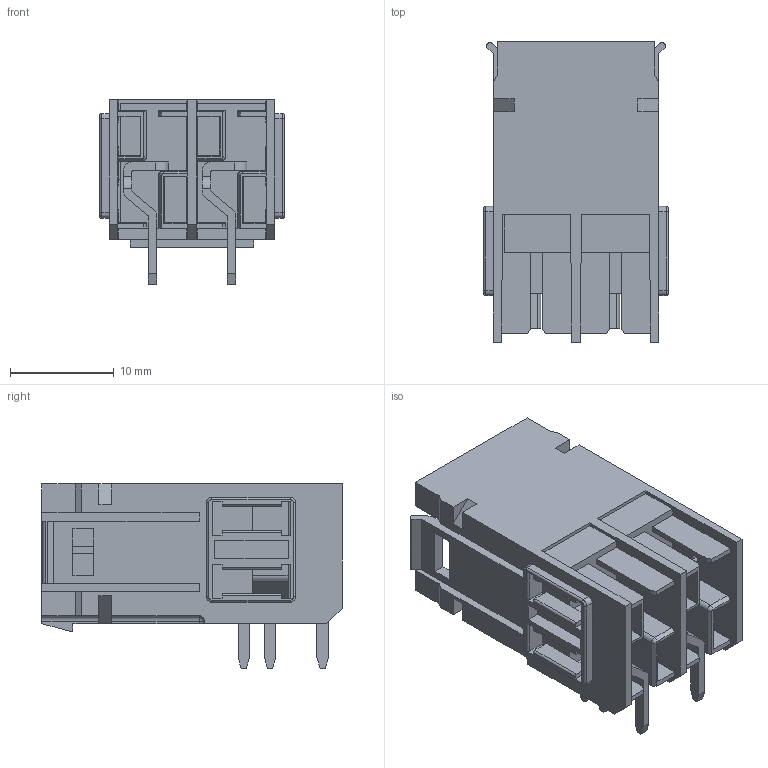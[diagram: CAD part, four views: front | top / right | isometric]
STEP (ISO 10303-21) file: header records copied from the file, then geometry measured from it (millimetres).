
FILE_DESCRIPTION( ('This file contains a STEP AP42 implementation' ,'as created by ZW3D STEP Interface translator.') ,'2;1' );
FILE_NAME( 'WJ3EDGRRH-7.62-02P-00A.stp' ,'23 627. 956 0', (''), ('ZWCAD Software Co.'), 'Version 1.0', 'ZW3D to STEP translator', '' );
FILE_SCHEMA(('AUTOMOTIVE_DESIGN { 1 0 10303 214 1 1 1 1 }'));
Length unit declared in the file: millimetre
Products named in the file (2): 0; wj3edgrrh-762_asm
Bounding box: 17.84 x 29 x 17.8 mm (x, y, z)
Volume: 2708.8 mm3; surface area: 5179.1 mm2
Topology: 1 solids, 1 shells, 497 faces, 1418 edges, 929 vertices
Faces by surface type: plane 397, cylinder 74, cone 16, torus 8, sphere 2
Entity records: 16530 total; most frequent: CARTESIAN_POINT 2911, ORIENTED_EDGE 2836, DIRECTION 2565, EDGE_CURVE 1418, VECTOR 1235, LINE 1235, VERTEX_POINT 929, AXIS2_PLACEMENT_3D 665
